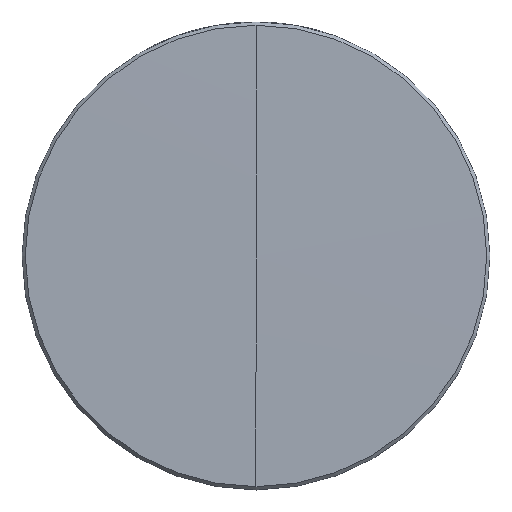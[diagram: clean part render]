
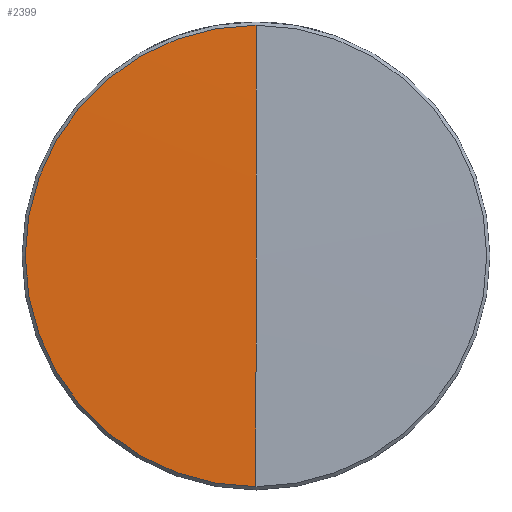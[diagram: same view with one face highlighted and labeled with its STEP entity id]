
A CAD part, top view. The second image highlights one B-rep face of the part: STEP entity #2399.
In plain terms, the highlighted spherical face has radius 1292 mm.
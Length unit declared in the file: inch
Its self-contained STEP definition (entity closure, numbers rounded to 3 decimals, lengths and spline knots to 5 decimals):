
#14 = AXIS2_PLACEMENT_3D ( 'NONE', #2547, #2176, #1327 ) ;
#25 = SPHERICAL_SURFACE ( 'NONE', #1659, 50.86614 ) ;
#98 = CARTESIAN_POINT ( 'NONE',  ( 0., 0., -50.82559 ) ) ;
#156 = EDGE_CURVE ( 'NONE', #1907, #412, #712, .T. ) ;
#159 = CARTESIAN_POINT ( 'NONE',  ( 0., 0., 0.04055 ) ) ;
#340 = DIRECTION ( 'NONE',  ( 0., 1., 0. ) ) ;
#361 = DIRECTION ( 'NONE',  ( 0., 0., -1. ) ) ;
#412 = VERTEX_POINT ( 'NONE', #159 ) ;
#415 = EDGE_CURVE ( 'NONE', #1408, #412, #2470, .T. ) ;
#712 = CIRCLE ( 'NONE', #14, 50.86614 ) ;
#726 = CARTESIAN_POINT ( 'NONE',  ( 0., -0.49304, 0.03816 ) ) ;
#834 = CARTESIAN_POINT ( 'NONE',  ( 0., 0., 0.03816 ) ) ;
#857 = AXIS2_PLACEMENT_3D ( 'NONE', #1453, #1653, #361 ) ;
#1052 = DIRECTION ( 'NONE',  ( 0., -1., 0. ) ) ;
#1284 = ORIENTED_EDGE ( 'NONE', *, *, #2579, .T. ) ;
#1327 = DIRECTION ( 'NONE',  ( 0., -1., 0. ) ) ;
#1345 = ORIENTED_EDGE ( 'NONE', *, *, #156, .T. ) ;
#1408 = VERTEX_POINT ( 'NONE', #1793 ) ;
#1418 = DIRECTION ( 'NONE',  ( -1., 0., 0. ) ) ;
#1453 = CARTESIAN_POINT ( 'NONE',  ( 0., 0., -50.82559 ) ) ;
#1497 = CIRCLE ( 'NONE', #2541, 0.49304 ) ;
#1529 = ORIENTED_EDGE ( 'NONE', *, *, #415, .F. ) ;
#1653 = DIRECTION ( 'NONE',  ( 1., 0., 0. ) ) ;
#1659 = AXIS2_PLACEMENT_3D ( 'NONE', #98, #1418, #340 ) ;
#1663 = FACE_OUTER_BOUND ( 'NONE', #2256, .T. ) ;
#1793 = CARTESIAN_POINT ( 'NONE',  ( 0., 0.49304, 0.03816 ) ) ;
#1907 = VERTEX_POINT ( 'NONE', #726 ) ;
#2176 = DIRECTION ( 'NONE',  ( -1., 0., 0. ) ) ;
#2256 = EDGE_LOOP ( 'NONE', ( #1284, #1345, #1529 ) ) ;
#2323 = DIRECTION ( 'NONE',  ( 0., 0., 1. ) ) ;
#2399 = ADVANCED_FACE ( 'NONE', ( #1663 ), #25, .T. ) ;
#2470 = CIRCLE ( 'NONE', #857, 50.86614 ) ;
#2541 = AXIS2_PLACEMENT_3D ( 'NONE', #834, #2323, #1052 ) ;
#2547 = CARTESIAN_POINT ( 'NONE',  ( 0., 0., -50.82559 ) ) ;
#2579 = EDGE_CURVE ( 'NONE', #1408, #1907, #1497, .T. ) ;
